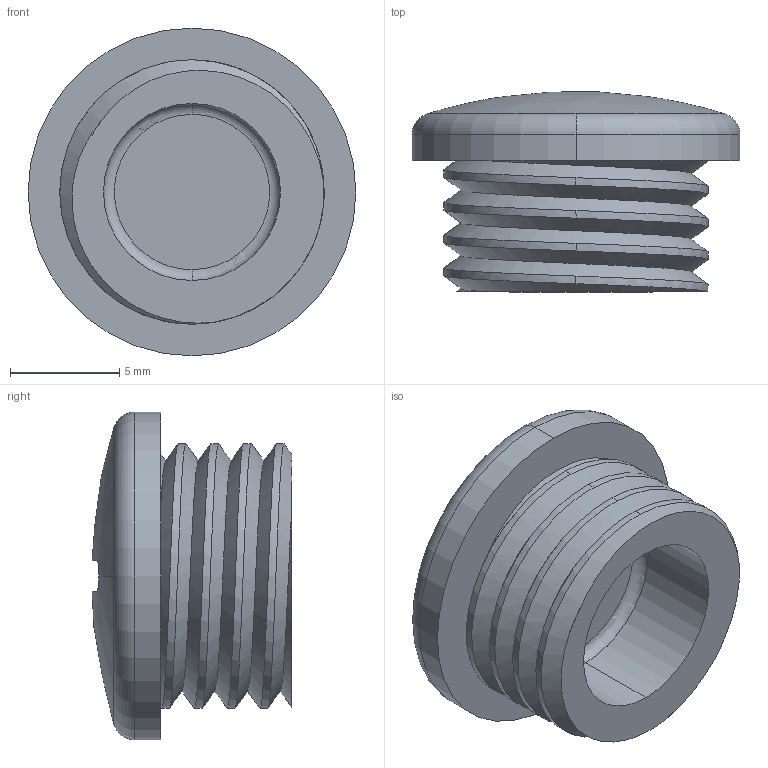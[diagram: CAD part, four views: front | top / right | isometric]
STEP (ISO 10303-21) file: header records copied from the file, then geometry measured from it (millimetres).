
FILE_DESCRIPTION (( 'STEP AP203' ), '1' );
FILE_NAME ('PG - 7 Kör Tapa.STEP', '2020-05-28T13:00:37', ( '' ), ( '' ), 'SwSTEP 2.0', 'SolidWorks 2011', '' );
FILE_SCHEMA (( 'CONFIG_CONTROL_DESIGN' ));
Length unit declared in the file: millimetre
Products named in the file (1): PG - 7 K顤 Tapa
Bounding box: 15 x 9.15 x 15 mm (x, y, z)
Volume: 824 mm3; surface area: 921.5 mm2
Topology: 1 solids, 2 shells, 33 faces, 77 edges, 50 vertices
Faces by surface type: cylinder 15, plane 8, torus 4, bspline 4, sphere 2
Entity records: 2176 total; most frequent: CARTESIAN_POINT 1419, ORIENTED_EDGE 154, DIRECTION 129, EDGE_CURVE 77, AXIS2_PLACEMENT_3D 54, VERTEX_POINT 50, EDGE_LOOP 35, FACE_OUTER_BOUND 33
